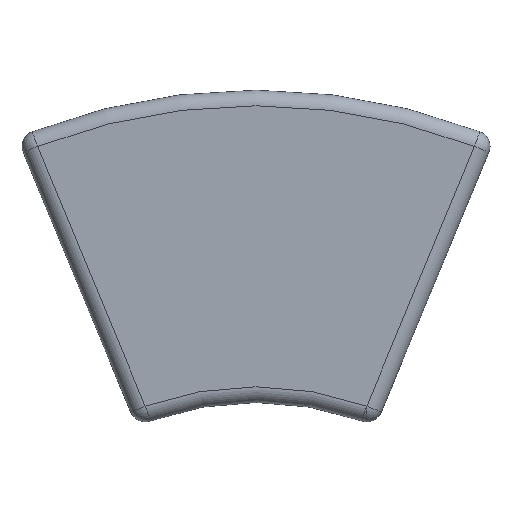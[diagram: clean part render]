
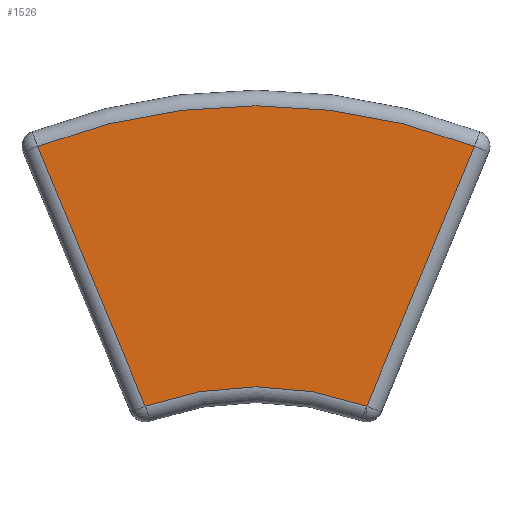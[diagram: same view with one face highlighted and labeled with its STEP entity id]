
A CAD part, top view. The second image highlights one B-rep face of the part: STEP entity #1526.
In plain terms, the highlighted planar face has unit normal (0, 0, 1).
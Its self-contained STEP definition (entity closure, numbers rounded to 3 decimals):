
#9 = EDGE_LOOP ( 'NONE', ( #1549, #1506, #38, #132 ) ) ;
#38 = ORIENTED_EDGE ( 'NONE', *, *, #1223, .T. ) ;
#45 = DIRECTION ( 'NONE',  ( 0.383, -0.924, 0. ) ) ;
#50 = CIRCLE ( 'NONE', #1732, 41.962 ) ;
#55 = LINE ( 'NONE', #687, #377 ) ;
#132 = ORIENTED_EDGE ( 'NONE', *, *, #464, .T. ) ;
#152 = AXIS2_PLACEMENT_3D ( 'NONE', #1980, #1412, #1272 ) ;
#165 = CARTESIAN_POINT ( 'NONE',  ( -14.192, -20.473, 5.15 ) ) ;
#298 = VECTOR ( 'NONE', #1225, 1000. ) ;
#377 = VECTOR ( 'NONE', #45, 1000. ) ;
#451 = DIRECTION ( 'NONE',  ( 0., 0., -1. ) ) ;
#464 = EDGE_CURVE ( 'NONE', #556, #1720, #55, .T. ) ;
#556 = VERTEX_POINT ( 'NONE', #577 ) ;
#560 = CARTESIAN_POINT ( 'NONE',  ( 28.752, 14.679, 5.15 ) ) ;
#577 = CARTESIAN_POINT ( 'NONE',  ( -27.977, 12.807, 5.15 ) ) ;
#594 = CARTESIAN_POINT ( 'NONE',  ( 0., -59.962, 5.15 ) ) ;
#607 = DIRECTION ( 'NONE',  ( 1., 0., 0. ) ) ;
#687 = CARTESIAN_POINT ( 'NONE',  ( -13.445, -22.277, 5.15 ) ) ;
#689 = EDGE_CURVE ( 'NONE', #845, #2032, #848, .T. ) ;
#727 = PLANE ( 'NONE',  #152 ) ;
#845 = VERTEX_POINT ( 'NONE', #1049 ) ;
#848 = LINE ( 'NONE', #560, #298 ) ;
#1049 = CARTESIAN_POINT ( 'NONE',  ( 14.192, -20.473, 5.15 ) ) ;
#1223 = EDGE_CURVE ( 'NONE', #2032, #556, #1696, .T. ) ;
#1225 = DIRECTION ( 'NONE',  ( 0.383, 0.924, 0. ) ) ;
#1272 = DIRECTION ( 'NONE',  ( 1., 0., 0. ) ) ;
#1412 = DIRECTION ( 'NONE',  ( 0., 0., 1. ) ) ;
#1506 = ORIENTED_EDGE ( 'NONE', *, *, #689, .T. ) ;
#1524 = FACE_OUTER_BOUND ( 'NONE', #9, .T. ) ;
#1526 = ADVANCED_FACE ( 'NONE', ( #1524 ), #727, .T. ) ;
#1549 = ORIENTED_EDGE ( 'NONE', *, *, #1574, .T. ) ;
#1559 = CARTESIAN_POINT ( 'NONE',  ( 0., -59.962, 5.15 ) ) ;
#1574 = EDGE_CURVE ( 'NONE', #1720, #845, #50, .T. ) ;
#1592 = AXIS2_PLACEMENT_3D ( 'NONE', #1559, #2037, #607 ) ;
#1696 = CIRCLE ( 'NONE', #1592, 77.962 ) ;
#1720 = VERTEX_POINT ( 'NONE', #165 ) ;
#1732 = AXIS2_PLACEMENT_3D ( 'NONE', #594, #451, #1867 ) ;
#1807 = CARTESIAN_POINT ( 'NONE',  ( 27.977, 12.807, 5.15 ) ) ;
#1867 = DIRECTION ( 'NONE',  ( 1., 0., 0. ) ) ;
#1980 = CARTESIAN_POINT ( 'NONE',  ( 0., -59.962, 5.15 ) ) ;
#2032 = VERTEX_POINT ( 'NONE', #1807 ) ;
#2037 = DIRECTION ( 'NONE',  ( 0., 0., 1. ) ) ;
